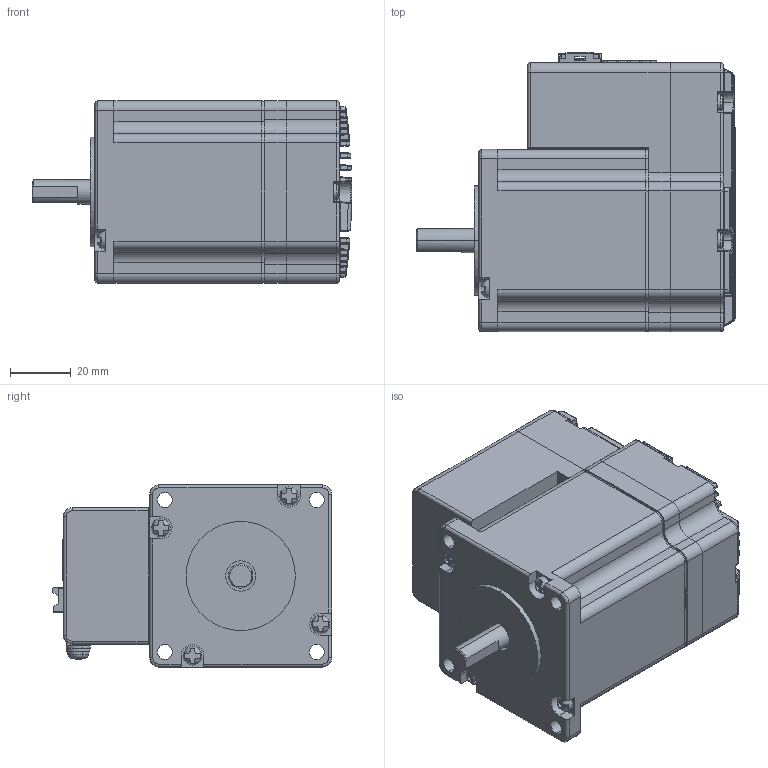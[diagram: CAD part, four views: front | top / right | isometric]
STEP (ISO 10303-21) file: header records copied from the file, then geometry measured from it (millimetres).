
FILE_DESCRIPTION (( 'STEP AP203' ), '1' );
FILE_NAME ('P119-MO-060-05-R01.STEP', '2020-05-04T06:09:00', ( '' ), ( '' ), 'SwSTEP 2.0', 'SolidWorks 2018', '' );
FILE_SCHEMA (( 'CONFIG_CONTROL_DESIGN' ));
Length unit declared in the file: millimetre
Products named in the file (29): 42EC-PCB1-01; 791091003; M119-EC-060-02-R02; pan cross head_ks_KS 1023 PC- M3 x 20-N; M117-MO-060-02-R00; 5016451220; 瞪錳薄樓醴喀攪-3; spring lock washer_2_jis_JIS B 1251 No.2 4; 瞪錳薄樓醴喀攪-2; 60EC-PCB1-01; 20PS-JMCS-G-1B-TF(N); small circular plain washer_jis_JIS B 1256 Small circular 4; P119-MO-060-05-R01; pan cross head_ks_KS 1023 PC- M4 x 6-N; 877600816; 瞪錳蕾樓攪喀攪; 09455511103_100183220MOD000B; M119-EC-060-01-R00; M119-EC-042-04-R00; M119-EC-056-03-R00; KMG; pan cross head_ks_KS 1023 PC- M3 x 25-N; 瞪錳薄樓醴喀攪-5; 60EC-PCB2-01; 瞪錳薄樓醴喀攪-1; 20R-JMCS-G-B-TF(NSA); 56EC-PCB3-01; sams; 瞪錳薄樓醴喀攪-4
Assembly tree (36 placements, depth 3):
  P119-MO-060-05-R01
    60EC-PCB1-01
    pan cross head_ks_KS 1023 PC- M3 x 20-N  x2
    pan cross head_ks_KS 1023 PC- M3 x 25-N  x3
    KMG
    M119-EC-060-01-R00
    M119-EC-060-02-R02
    42EC-PCB1-01
    56EC-PCB3-01
    M119-EC-042-04-R00
    09455511103_100183220MOD000B  x2
    瞪錳蕾樓攪喀攪
      瞪錳薄樓醴喀攪-1
      瞪錳薄樓醴喀攪-2
      瞪錳薄樓醴喀攪-3
      瞪錳薄樓醴喀攪-4
      瞪錳薄樓醴喀攪-5
    5016451220
    60EC-PCB2-01
    877600816  x2
    20PS-JMCS-G-1B-TF(N)  x2
    20R-JMCS-G-B-TF(NSA)  x2
    791091003  x2
    M119-EC-056-03-R00
    M117-MO-060-02-R00
    sams
      small circular plain washer_jis_JIS B 1256 Small circular 4
      spring lock washer_2_jis_JIS B 1251 No.2 4
      pan cross head_ks_KS 1023 PC- M4 x 6-N
Bounding box: 105.2 x 92.1 x 60 mm (x, y, z)
Volume: 258381.8 mm3; surface area: 103074.9 mm2
Topology: 34 solids, 34 shells, 5310 faces, 14312 edges, 9100 vertices
Faces by surface type: plane 3689, cylinder 1116, bspline 232, cone 105, torus 85, sphere 83
Entity records: 119791 total; most frequent: CARTESIAN_POINT 27250, ORIENTED_EDGE 19228, DIRECTION 17768, EDGE_CURVE 9614, LINE 6950, VECTOR 6950, VERTEX_POINT 6092, AXIS2_PLACEMENT_3D 5409
